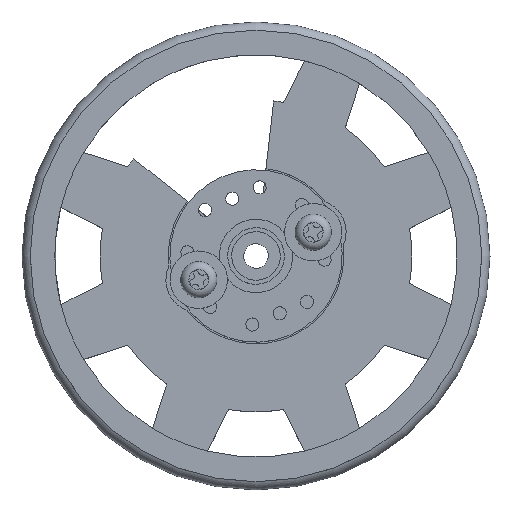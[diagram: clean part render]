
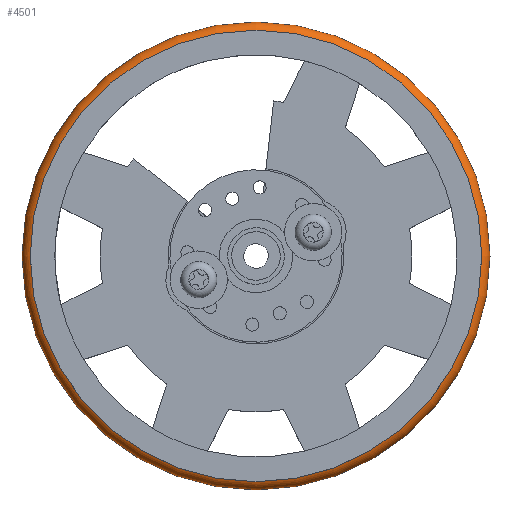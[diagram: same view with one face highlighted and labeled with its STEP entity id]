
A CAD part, top view. The second image highlights one B-rep face of the part: STEP entity #4501.
In plain terms, the highlighted toroidal (fillet/blend) face has major radius 27 mm and minor radius 1.5 mm.
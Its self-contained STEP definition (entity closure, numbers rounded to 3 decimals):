
#4501 = ADVANCED_FACE('',(#4502),#4506,.T.);
#4502 = FACE_BOUND('',#4503,.F.);
#4503 = VERTEX_LOOP('',#4504);
#4504 = VERTEX_POINT('',#4505);
#4505 = CARTESIAN_POINT('',(28.5,0.,0.));
#4506 = TOROIDAL_SURFACE('',#4507,27.,1.5);
#4507 = AXIS2_PLACEMENT_3D('',#4508,#4509,#4510);
#4508 = CARTESIAN_POINT('',(0.,0.,0.));
#4509 = DIRECTION('',(-0.,-0.,-1.));
#4510 = DIRECTION('',(1.,0.,0.));
